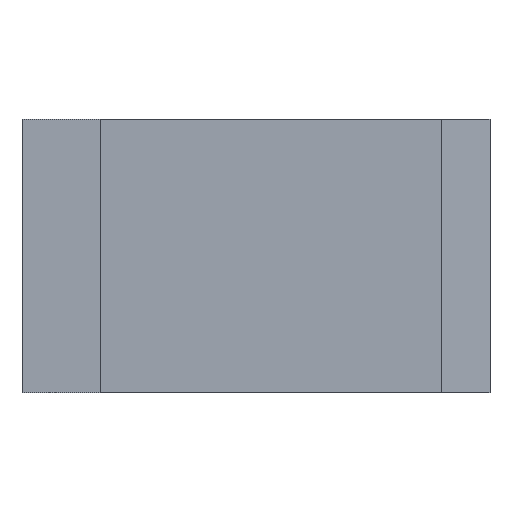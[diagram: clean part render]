
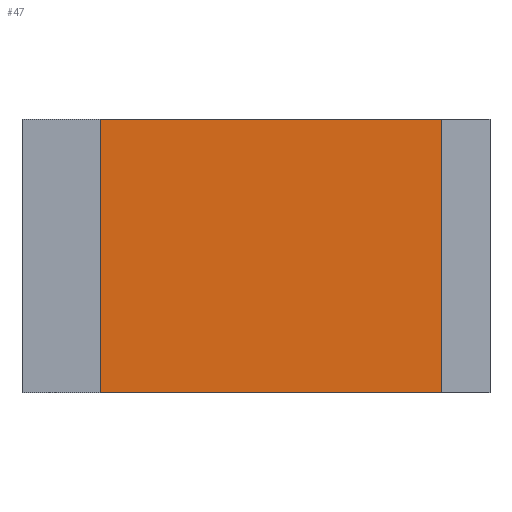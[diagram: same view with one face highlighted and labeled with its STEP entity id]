
A CAD part, left-side view. The second image highlights one B-rep face of the part: STEP entity #47.
In plain terms, the highlighted planar face has unit normal (-1, 0, 0).
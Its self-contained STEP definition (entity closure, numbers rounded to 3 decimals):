
#47 = ADVANCED_FACE( '', ( #100 ), #101, .F. );
#100 = FACE_OUTER_BOUND( '', #161, .T. );
#101 = PLANE( '', #162 );
#161 = EDGE_LOOP( '', ( #239, #240, #241, #242 ) );
#162 = AXIS2_PLACEMENT_3D( '', #243, #244, #245 );
#239 = ORIENTED_EDGE( '', *, *, #352, .T. );
#240 = ORIENTED_EDGE( '', *, *, #345, .F. );
#241 = ORIENTED_EDGE( '', *, *, #356, .F. );
#242 = ORIENTED_EDGE( '', *, *, #357, .T. );
#243 = CARTESIAN_POINT( '', ( -20., 40., 28. ) );
#244 = DIRECTION( '', ( 1., 0., 0. ) );
#245 = DIRECTION( '', ( 0., 0., -1. ) );
#345 = EDGE_CURVE( '', #404, #399, #406, .T. );
#352 = EDGE_CURVE( '', #417, #399, #418, .T. );
#356 = EDGE_CURVE( '', #423, #404, #424, .T. );
#357 = EDGE_CURVE( '', #423, #417, #425, .T. );
#399 = VERTEX_POINT( '', #480 );
#404 = VERTEX_POINT( '', #487 );
#406 = LINE( '', #490, #491 );
#417 = VERTEX_POINT( '', #507 );
#418 = LINE( '', #508, #509 );
#423 = VERTEX_POINT( '', #516 );
#424 = LINE( '', #517, #518 );
#425 = LINE( '', #519, #520 );
#480 = CARTESIAN_POINT( '', ( -20., 5., 0. ) );
#487 = CARTESIAN_POINT( '', ( -20., 5., 28. ) );
#490 = CARTESIAN_POINT( '', ( -20., 5., 28. ) );
#491 = VECTOR( '', #581, 1000. );
#507 = CARTESIAN_POINT( '', ( -20., 40., 0. ) );
#508 = CARTESIAN_POINT( '', ( -20., 40., 0. ) );
#509 = VECTOR( '', #587, 1000. );
#516 = CARTESIAN_POINT( '', ( -20., 40., 28. ) );
#517 = CARTESIAN_POINT( '', ( -20., 40., 28. ) );
#518 = VECTOR( '', #590, 1000. );
#519 = CARTESIAN_POINT( '', ( -20., 40., 28. ) );
#520 = VECTOR( '', #591, 1000. );
#581 = DIRECTION( '', ( 0., 0., -1. ) );
#587 = DIRECTION( '', ( 0., -1., 0. ) );
#590 = DIRECTION( '', ( 0., -1., 0. ) );
#591 = DIRECTION( '', ( 0., 0., -1. ) );
